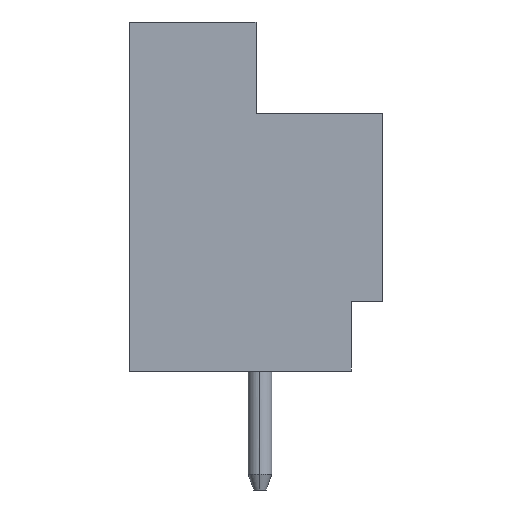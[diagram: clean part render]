
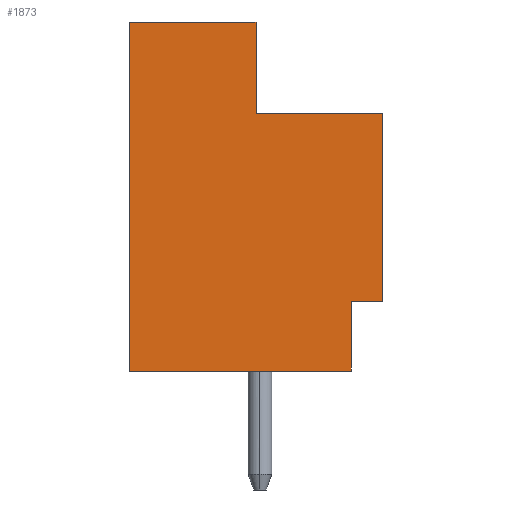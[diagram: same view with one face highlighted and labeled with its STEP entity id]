
A CAD part, left-side view. The second image highlights one B-rep face of the part: STEP entity #1873.
In plain terms, the highlighted free-form (B-spline) face has degree [1, 1] with [2, 2] control points.
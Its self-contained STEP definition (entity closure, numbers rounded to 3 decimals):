
#296 = VERTEX_POINT('',#297);
#297 = CARTESIAN_POINT('',(-5.001,0.,9.5));
#302 = EDGE_CURVE('',#303,#296,#305,.T.);
#303 = VERTEX_POINT('',#304);
#304 = CARTESIAN_POINT('',(-5.001,-3.2,9.5));
#305 = B_SPLINE_CURVE_WITH_KNOTS('',1,(#306,#307),.UNSPECIFIED.,.F.,.F.,
  (2,2),(0.,3.2),.PIECEWISE_BEZIER_KNOTS.);
#306 = CARTESIAN_POINT('',(-5.001,-3.2,9.5));
#307 = CARTESIAN_POINT('',(-5.001,0.,9.5));
#442 = VERTEX_POINT('',#443);
#443 = CARTESIAN_POINT('',(-5.001,-2.4,4.75));
#448 = EDGE_CURVE('',#449,#442,#451,.T.);
#449 = VERTEX_POINT('',#450);
#450 = CARTESIAN_POINT('',(-5.001,-2.4,3.));
#451 = B_SPLINE_CURVE_WITH_KNOTS('',1,(#452,#453),.UNSPECIFIED.,.F.,.F.,
  (2,2),(0.,1.75),.PIECEWISE_BEZIER_KNOTS.);
#452 = CARTESIAN_POINT('',(-5.001,-2.4,3.));
#453 = CARTESIAN_POINT('',(-5.001,-2.4,4.75));
#536 = VERTEX_POINT('',#537);
#537 = CARTESIAN_POINT('',(-5.001,3.2,3.));
#604 = EDGE_CURVE('',#536,#449,#605,.T.);
#605 = B_SPLINE_CURVE_WITH_KNOTS('',1,(#606,#607),.UNSPECIFIED.,.F.,.F.,
  (2,2),(0.,5.6),.PIECEWISE_BEZIER_KNOTS.);
#606 = CARTESIAN_POINT('',(-5.001,3.2,3.));
#607 = CARTESIAN_POINT('',(-5.001,-2.4,3.));
#1730 = VERTEX_POINT('',#1731);
#1731 = CARTESIAN_POINT('',(-5.001,3.2,11.8));
#1808 = EDGE_CURVE('',#1730,#536,#1809,.T.);
#1809 = B_SPLINE_CURVE_WITH_KNOTS('',1,(#1810,#1811),.UNSPECIFIED.,.F.,
  .F.,(2,2),(-0.,8.8),.PIECEWISE_BEZIER_KNOTS.);
#1810 = CARTESIAN_POINT('',(-5.001,3.2,11.8));
#1811 = CARTESIAN_POINT('',(-5.001,3.2,3.));
#1822 = VERTEX_POINT('',#1823);
#1823 = CARTESIAN_POINT('',(-5.001,0.,11.8)
  );
#1864 = EDGE_CURVE('',#1730,#1822,#1865,.T.);
#1865 = B_SPLINE_CURVE_WITH_KNOTS('',1,(#1866,#1867),.UNSPECIFIED.,.F.,
  .F.,(2,2),(0.,3.2),.PIECEWISE_BEZIER_KNOTS.);
#1866 = CARTESIAN_POINT('',(-5.001,3.2,11.8));
#1867 = CARTESIAN_POINT('',(-5.001,0.,11.8)
  );
#1873 = ADVANCED_FACE('',(#1874),#1898,.F.);
#1874 = FACE_BOUND('',#1875,.T.);
#1875 = EDGE_LOOP('',(#1876,#1877,#1884,#1889,#1890,#1895,#1896,#1897));
#1876 = ORIENTED_EDGE('',*,*,#448,.T.);
#1877 = ORIENTED_EDGE('',*,*,#1878,.T.);
#1878 = EDGE_CURVE('',#442,#1879,#1881,.T.);
#1879 = VERTEX_POINT('',#1880);
#1880 = CARTESIAN_POINT('',(-5.001,-3.2,4.75));
#1881 = B_SPLINE_CURVE_WITH_KNOTS('',1,(#1882,#1883),.UNSPECIFIED.,.F.,
  .F.,(2,2),(-0.8,-0.),.PIECEWISE_BEZIER_KNOTS.);
#1882 = CARTESIAN_POINT('',(-5.001,-2.4,4.75));
#1883 = CARTESIAN_POINT('',(-5.001,-3.2,4.75));
#1884 = ORIENTED_EDGE('',*,*,#1885,.F.);
#1885 = EDGE_CURVE('',#303,#1879,#1886,.T.);
#1886 = B_SPLINE_CURVE_WITH_KNOTS('',1,(#1887,#1888),.UNSPECIFIED.,.F.,
  .F.,(2,2),(2.3,7.05),.PIECEWISE_BEZIER_KNOTS.);
#1887 = CARTESIAN_POINT('',(-5.001,-3.2,9.5));
#1888 = CARTESIAN_POINT('',(-5.001,-3.2,4.75));
#1889 = ORIENTED_EDGE('',*,*,#302,.T.);
#1890 = ORIENTED_EDGE('',*,*,#1891,.T.);
#1891 = EDGE_CURVE('',#296,#1822,#1892,.T.);
#1892 = B_SPLINE_CURVE_WITH_KNOTS('',1,(#1893,#1894),.UNSPECIFIED.,.F.,
  .F.,(2,2),(-2.3,0.),.PIECEWISE_BEZIER_KNOTS.);
#1893 = CARTESIAN_POINT('',(-5.001,0.,9.5)
  );
#1894 = CARTESIAN_POINT('',(-5.001,0.,11.8)
  );
#1895 = ORIENTED_EDGE('',*,*,#1864,.F.);
#1896 = ORIENTED_EDGE('',*,*,#1808,.T.);
#1897 = ORIENTED_EDGE('',*,*,#604,.T.);
#1898 = B_SPLINE_SURFACE_WITH_KNOTS('',1,1,(
    (#1899,#1900)
    ,(#1901,#1902
    )),.UNSPECIFIED.,.F.,.F.,.F.,(2,2),(2,2),(-0.,8.8),(-6.4,0.),
  .PIECEWISE_BEZIER_KNOTS.);
#1899 = CARTESIAN_POINT('',(-5.001,-3.2,11.8));
#1900 = CARTESIAN_POINT('',(-5.001,3.2,11.8));
#1901 = CARTESIAN_POINT('',(-5.001,-3.2,3.));
#1902 = CARTESIAN_POINT('',(-5.001,3.2,3.));
